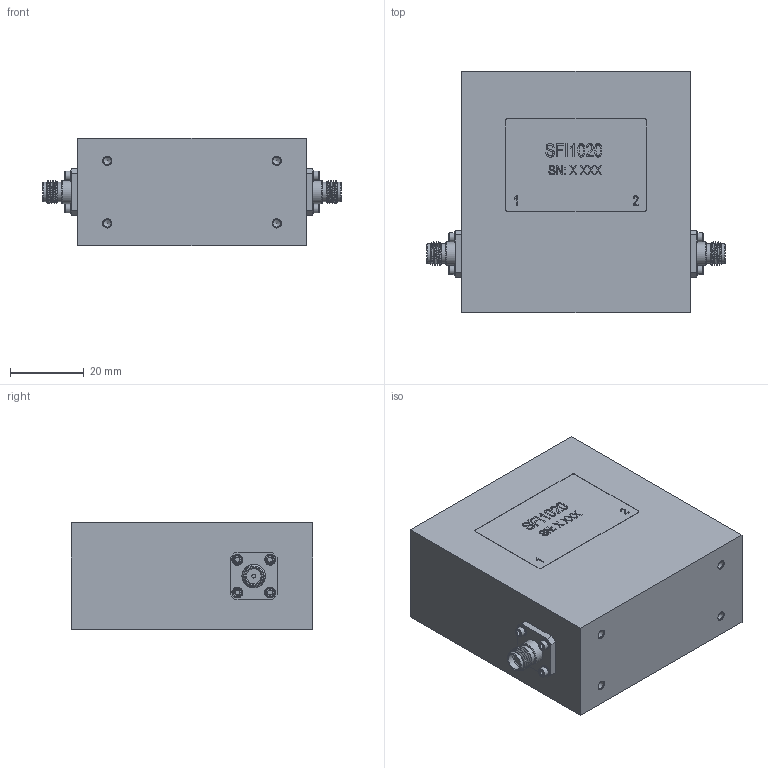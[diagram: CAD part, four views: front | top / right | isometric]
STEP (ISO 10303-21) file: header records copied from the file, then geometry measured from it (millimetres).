
FILE_DESCRIPTION (( 'STEP AP203' ), '1' );
FILE_NAME ('SFI1020_3D.step', '2021-12-09T23:28:47', ( '' ), ( '' ), 'SwSTEP 2.0', 'SolidWorks 2021', '' );
FILE_SCHEMA (( 'CONFIG_CONTROL_DESIGN' ));
Length unit declared in the file: inch
Products named in the file (1): SFI1020_3D
Bounding box: 81.15 x 65.5 x 29.08 mm (x, y, z)
Volume: 118489.4 mm3; surface area: 16997.3 mm2
Topology: 1 solids, 13 shells, 568 faces, 1321 edges, 847 vertices
Faces by surface type: plane 276, cylinder 104, bspline 104, cone 84
Full cylindrical faces by diameter (mm): 1.016 x4, 1.27 x2, 1.524 x24, 1.854 x10, 2.05 x4, 2.438 x8, 2.5 x4, 2.946 x8, 3.3 x4, 4 x4, 4.521 x2, 5.08 x2, 5.334 x4, 6.35 x2
Entity records: 27620 total; most frequent: CARTESIAN_POINT 16664, ORIENTED_EDGE 2216, DIRECTION 1930, EDGE_CURVE 1108, VERTEX_POINT 756, EDGE_LOOP 730, AXIS2_PLACEMENT_3D 685, FACE_OUTER_BOUND 610
